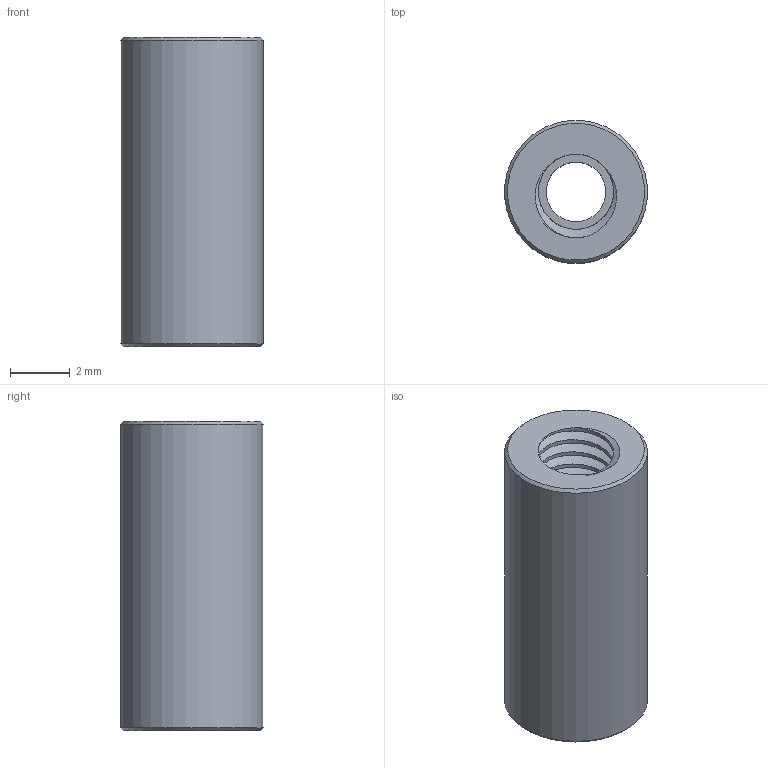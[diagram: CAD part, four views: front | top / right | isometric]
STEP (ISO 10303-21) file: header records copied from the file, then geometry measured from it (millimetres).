
FILE_DESCRIPTION(/* description */ (''),/* implementation_level */ '2;1');
FILE_NAME(/* name */ 'THROAT0.step',/* time_stamp */ '2026-02-05T18:53:51+09:00',/* author */ (''),/* organization */ (''),/* preprocessor_version */ 'ST-DEVELOPER v20.1',/* originating_system */ 'Autodesk Translation Framework v14.21.0.0',/* authorisation */ '');
FILE_SCHEMA (('AUTOMOTIVE_DESIGN { 1 0 10303 214 3 1 1 }'));
Length unit declared in the file: millimetre
Products named in the file (1): FusionComponent
Bounding box: 4.78 x 4.78 x 10.4 mm (x, y, z)
Volume: 137.1 mm3; surface area: 301.8 mm2
Topology: 1 solids, 1 shells, 42 faces, 112 edges, 74 vertices
Faces by surface type: cylinder 32, bspline 4, plane 4, cone 2
Full cylindrical faces by diameter (mm): 2 x1, 2.529 x6, 3.086 x4, 4.8 x1
Entity records: 3354 total; most frequent: CARTESIAN_POINT 2393, ORIENTED_EDGE 224, DIRECTION 136, EDGE_CURVE 112, VERTEX_POINT 74, B_SPLINE_CURVE_WITH_KNOTS 68, AXIS2_PLACEMENT_3D 53, EDGE_LOOP 46
